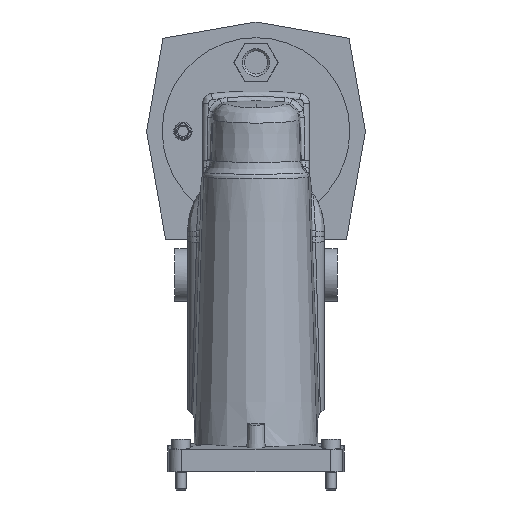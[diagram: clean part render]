
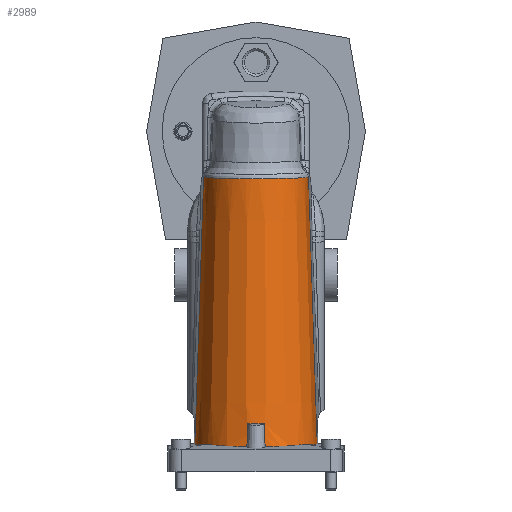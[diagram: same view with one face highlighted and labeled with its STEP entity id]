
A CAD part, front view. The second image highlights one B-rep face of the part: STEP entity #2989.
In plain terms, the highlighted conical face has half-angle 1.86 degrees and reference radius 30.25 mm.
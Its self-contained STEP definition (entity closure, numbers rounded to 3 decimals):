
#2443=(
BOUNDED_CURVE()
B_SPLINE_CURVE(1,(#11212,#11213,#11214),.UNSPECIFIED.,.F.,.F.)
B_SPLINE_CURVE_WITH_KNOTS((2,1,2),(0.,0.568,1.),
 .UNSPECIFIED.)
CURVE()
GEOMETRIC_REPRESENTATION_ITEM()
RATIONAL_B_SPLINE_CURVE((1.045,1.045,1.045))
REPRESENTATION_ITEM('')
);
#2453=CONICAL_SURFACE('',#8510,30.25,1.86);
#2597=ELLIPSE('',#8436,5281.652,67.868);
#2598=ELLIPSE('',#8438,5281.652,67.868);
#2616=ELLIPSE('',#8477,30.178,30.03);
#2618=ELLIPSE('',#8479,30.178,30.03);
#2623=ELLIPSE('',#8491,30.134,30.001);
#2625=ELLIPSE('',#8494,30.134,30.001);
#2631=ELLIPSE('',#8509,29.788,29.674);
#2989=ADVANCED_FACE('',(#3518),#2453,.T.);
#3518=FACE_OUTER_BOUND('',#3823,.T.);
#3823=EDGE_LOOP('',(#5397,#5398,#5399,#5400,#5401,#5402,#5403,#5404,#5405,
#5406));
#4213=LINE('',#10789,#4683);
#4683=VECTOR('',#9042,1.);
#5397=ORIENTED_EDGE('',*,*,#7564,.F.);
#5398=ORIENTED_EDGE('',*,*,#7543,.F.);
#5399=ORIENTED_EDGE('',*,*,#7464,.F.);
#5400=ORIENTED_EDGE('',*,*,#7596,.F.);
#5401=ORIENTED_EDGE('',*,*,#7462,.F.);
#5402=ORIENTED_EDGE('',*,*,#7541,.F.);
#5403=ORIENTED_EDGE('',*,*,#7562,.F.);
#5404=ORIENTED_EDGE('',*,*,#7484,.T.);
#5405=ORIENTED_EDGE('',*,*,#7597,.T.);
#5406=ORIENTED_EDGE('',*,*,#7591,.F.);
#6880=VERTEX_POINT('',#10730);
#6881=VERTEX_POINT('',#10732);
#6882=VERTEX_POINT('',#10736);
#6883=VERTEX_POINT('',#10737);
#6901=VERTEX_POINT('',#10788);
#6902=VERTEX_POINT('',#10790);
#6938=VERTEX_POINT('',#10956);
#6939=VERTEX_POINT('',#10960);
#6950=VERTEX_POINT('',#11058);
#6967=VERTEX_POINT('',#11215);
#7462=EDGE_CURVE('',#6880,#6881,#2597,.T.);
#7464=EDGE_CURVE('',#6882,#6883,#2598,.T.);
#7484=EDGE_CURVE('',#6902,#6901,#4213,.T.);
#7541=EDGE_CURVE('',#6938,#6880,#2616,.T.);
#7543=EDGE_CURVE('',#6883,#6939,#2618,.T.);
#7562=EDGE_CURVE('',#6902,#6938,#2623,.T.);
#7564=EDGE_CURVE('',#6939,#6950,#2625,.T.);
#7591=EDGE_CURVE('',#6950,#6967,#2443,.T.);
#7596=EDGE_CURVE('',#6881,#6882,#2631,.T.);
#7597=EDGE_CURVE('',#6901,#6967,#8317,.T.);
#8317=B_SPLINE_CURVE_WITH_KNOTS('',3,(#11228,#11229,#11230,#11231,#11232,
#11233,#11234,#11235,#11236,#11237,#11238,#11239,#11240,#11241),
 .UNSPECIFIED.,.F.,.F.,(4,2,2,2,2,2,4),(0.,0.125,0.25,0.375,0.5,0.75,1.),
 .UNSPECIFIED.);
#8436=AXIS2_PLACEMENT_3D('',#10731,#9012,#9013);
#8438=AXIS2_PLACEMENT_3D('',#10735,#9017,#9018);
#8477=AXIS2_PLACEMENT_3D('',#10957,#9141,#9142);
#8479=AXIS2_PLACEMENT_3D('',#10959,#9145,#9146);
#8491=AXIS2_PLACEMENT_3D('',#11054,#9173,#9174);
#8494=AXIS2_PLACEMENT_3D('',#11057,#9179,#9180);
#8509=AXIS2_PLACEMENT_3D('',#11227,#9216,#9217);
#8510=AXIS2_PLACEMENT_3D('',#11242,#9218,#9219);
#9012=DIRECTION('',(-0.999,0.035,-0.035));
#9013=DIRECTION('',(0.035,-0.001,-0.999));
#9017=DIRECTION('',(0.999,0.035,-0.035));
#9018=DIRECTION('',(-0.035,-0.001,-0.999));
#9042=DIRECTION('',(-0.032,0.001,0.999));
#9141=DIRECTION('',(0.,0.099,-0.995));
#9142=DIRECTION('',(0.,-0.995,-0.099));
#9145=DIRECTION('',(0.,0.099,-0.995));
#9146=DIRECTION('',(0.,-0.995,-0.099));
#9173=DIRECTION('',(-0.087,0.035,-0.996));
#9174=DIRECTION('',(0.924,-0.37,-0.094));
#9179=DIRECTION('',(0.087,0.035,-0.996));
#9180=DIRECTION('',(-0.924,-0.37,-0.094));
#9216=DIRECTION('',(0.,0.087,-0.996));
#9217=DIRECTION('',(0.,-0.996,-0.087));
#9218=DIRECTION('',(0.,0.,-1.));
#9219=DIRECTION('',(-1.,0.,0.));
#10730=CARTESIAN_POINT('',(4.488,-29.79,12.313));
#10731=CARTESIAN_POINT('',(171.273,-5.985,-4737.072));
#10732=CARTESIAN_POINT('',(4.103,-29.474,23.658));
#10735=CARTESIAN_POINT('',(-171.273,-5.985,-4737.072));
#10736=CARTESIAN_POINT('',(-4.103,-29.474,23.658));
#10737=CARTESIAN_POINT('',(-4.488,-29.79,12.313));
#10788=CARTESIAN_POINT('',(25.793,-0.901,145.294));
#10789=CARTESIAN_POINT('',(28.536,-0.997,60.75));
#10790=CARTESIAN_POINT('',(30.069,-1.05,13.518));
#10956=CARTESIAN_POINT('',(23.88,-18.306,13.454));
#10957=CARTESIAN_POINT('',(0.,-0.097,15.264));
#10959=CARTESIAN_POINT('',(0.,-0.097,15.264));
#10960=CARTESIAN_POINT('',(-23.88,-18.306,13.454));
#11054=CARTESIAN_POINT('',(0.085,-0.034,16.176));
#11057=CARTESIAN_POINT('',(-0.085,-0.034,16.176));
#11058=CARTESIAN_POINT('',(-30.069,-1.05,13.518));
#11212=CARTESIAN_POINT('',(-30.232,-1.056,8.5));
#11213=CARTESIAN_POINT('',(-26.841,-0.937,113.));
#11214=CARTESIAN_POINT('',(-24.259,-0.847,192.556));
#11215=CARTESIAN_POINT('',(-25.793,-0.901,145.294));
#11227=CARTESIAN_POINT('',(0.,-0.084,26.23));
#11228=CARTESIAN_POINT('',(25.793,-0.901,145.294));
#11229=CARTESIAN_POINT('',(25.68,-4.233,145.191));
#11230=CARTESIAN_POINT('',(24.913,-7.523,145.089));
#11231=CARTESIAN_POINT('',(22.238,-13.529,144.904));
#11232=CARTESIAN_POINT('',(20.296,-16.303,144.818));
#11233=CARTESIAN_POINT('',(15.565,-20.872,144.677));
#11234=CARTESIAN_POINT('',(12.732,-22.715,144.62));
#11235=CARTESIAN_POINT('',(6.619,-25.187,144.544));
#11236=CARTESIAN_POINT('',(3.319,-25.833,144.524));
#11237=CARTESIAN_POINT('',(-6.618,-25.835,144.524));
#11238=CARTESIAN_POINT('',(-13.171,-23.187,144.606));
#11239=CARTESIAN_POINT('',(-22.697,-13.981,144.89));
#11240=CARTESIAN_POINT('',(-25.567,-7.564,145.088));
#11241=CARTESIAN_POINT('',(-25.793,-0.901,145.294));
#11242=CARTESIAN_POINT('',(0.,0.,8.5));
